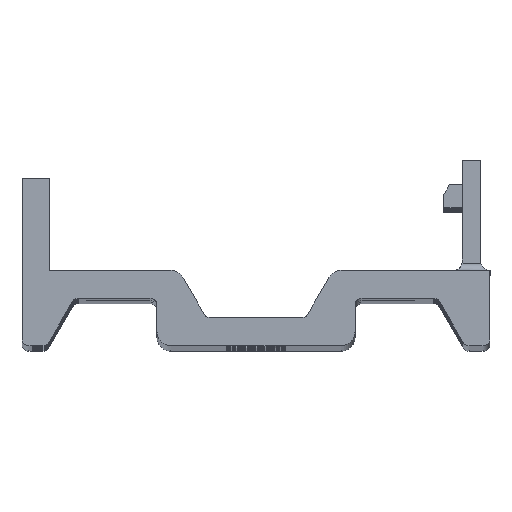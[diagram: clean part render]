
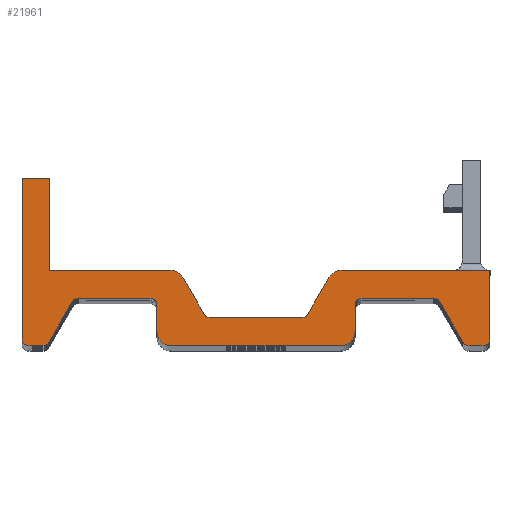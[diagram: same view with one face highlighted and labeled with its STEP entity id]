
A CAD part, top view. The second image highlights one B-rep face of the part: STEP entity #21961.
In plain terms, the highlighted planar face has unit normal (0, 0, 1).
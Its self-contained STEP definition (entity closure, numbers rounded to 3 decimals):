
#69=DIRECTION('',(0.,1.,0.));
#70=VECTOR('',#69,6.6);
#71=CARTESIAN_POINT('',(-14.775,5.4,84.));
#72=LINE('',#71,#70);
#529=DIRECTION('',(1.,0.,0.));
#530=VECTOR('',#529,2.);
#531=CARTESIAN_POINT('',(-16.775,12.,84.));
#532=LINE('',#531,#530);
#537=DIRECTION('',(0.,-1.,0.));
#538=VECTOR('',#537,11.5);
#539=CARTESIAN_POINT('',(-16.775,12.,84.));
#540=LINE('',#539,#538);
#801=CARTESIAN_POINT('',(-16.275,0.5,84.));
#802=DIRECTION('',(0.,0.,-1.));
#803=DIRECTION('',(0.,-1.,0.));
#804=AXIS2_PLACEMENT_3D('',#801,#802,#803);
#819=DIRECTION('',(1.,0.,0.));
#820=VECTOR('',#819,1.);
#821=CARTESIAN_POINT('',(-16.275,0.,84.));
#822=LINE('',#821,#820);
#1015=CARTESIAN_POINT('',(-15.275,0.5,84.));
#1016=DIRECTION('',(0.,0.,-1.));
#1017=DIRECTION('',(0.866,-0.5,0.));
#1018=AXIS2_PLACEMENT_3D('',#1015,#1016,#1017);
#1033=DIRECTION('',(0.5,0.866,0.));
#1034=VECTOR('',#1033,3.349);
#1035=CARTESIAN_POINT('',(-14.842,0.25,84.));
#1036=LINE('',#1035,#1034);
#1041=CARTESIAN_POINT('',(-12.735,2.9,84.));
#1042=DIRECTION('',(0.,0.,1.));
#1043=DIRECTION('',(0.,1.,0.));
#1044=AXIS2_PLACEMENT_3D('',#1041,#1042,#1043);
#1059=DIRECTION('',(1.,0.,0.));
#1060=VECTOR('',#1059,5.135);
#1061=CARTESIAN_POINT('',(-12.735,3.4,84.));
#1062=LINE('',#1061,#1060);
#1431=CARTESIAN_POINT('',(-7.6,2.9,84.));
#1432=DIRECTION('',(0.,0.,1.));
#1433=DIRECTION('',(1.,0.,0.));
#1434=AXIS2_PLACEMENT_3D('',#1431,#1432,#1433);
#1444=DIRECTION('',(0.,-1.,0.));
#1445=VECTOR('',#1444,1.9);
#1446=CARTESIAN_POINT('',(-7.1,2.9,84.));
#1447=LINE('',#1446,#1445);
#1464=CARTESIAN_POINT('',(-6.1,1.,84.));
#1465=DIRECTION('',(0.,0.,-1.));
#1466=DIRECTION('',(0.,-1.,0.));
#1467=AXIS2_PLACEMENT_3D('',#1464,#1465,#1466);
#1482=DIRECTION('',(1.,0.,0.));
#1483=VECTOR('',#1482,12.2);
#1484=CARTESIAN_POINT('',(-6.1,0.,84.));
#1485=LINE('',#1484,#1483);
#1710=CARTESIAN_POINT('',(6.1,1.,84.));
#1711=DIRECTION('',(0.,0.,-1.));
#1712=DIRECTION('',(1.,0.,0.));
#1713=AXIS2_PLACEMENT_3D('',#1710,#1711,#1712);
#1728=DIRECTION('',(0.,1.,0.));
#1729=VECTOR('',#1728,1.9);
#1730=CARTESIAN_POINT('',(7.1,1.,84.));
#1731=LINE('',#1730,#1729);
#1748=CARTESIAN_POINT('',(7.6,2.9,84.));
#1749=DIRECTION('',(0.,0.,1.));
#1750=DIRECTION('',(0.,1.,0.));
#1751=AXIS2_PLACEMENT_3D('',#1748,#1749,#1750);
#1761=DIRECTION('',(1.,0.,0.));
#1762=VECTOR('',#1761,5.135);
#1763=CARTESIAN_POINT('',(7.6,3.4,84.));
#1764=LINE('',#1763,#1762);
#2005=CARTESIAN_POINT('',(12.735,2.9,84.));
#2006=DIRECTION('',(0.,0.,-1.));
#2007=DIRECTION('',(0.,1.,0.));
#2008=AXIS2_PLACEMENT_3D('',#2005,#2006,#2007);
#2023=DIRECTION('',(0.5,-0.866,0.));
#2024=VECTOR('',#2023,3.349);
#2025=CARTESIAN_POINT('',(13.168,3.15,84.));
#2026=LINE('',#2025,#2024);
#2031=CARTESIAN_POINT('',(15.275,0.5,84.));
#2032=DIRECTION('',(0.,0.,-1.));
#2033=DIRECTION('',(0.,-1.,0.));
#2034=AXIS2_PLACEMENT_3D('',#2031,#2032,#2033);
#2109=DIRECTION('',(1.,0.,0.));
#2110=VECTOR('',#2109,1.);
#2111=CARTESIAN_POINT('',(15.275,0.,84.));
#2112=LINE('',#2111,#2110);
#2113=CARTESIAN_POINT('',(16.275,0.5,84.));
#2114=DIRECTION('',(0.,0.,-1.));
#2115=DIRECTION('',(1.,0.,0.));
#2116=AXIS2_PLACEMENT_3D('',#2113,#2114,#2115);
#2131=DIRECTION('',(0.,1.,0.));
#2132=VECTOR('',#2131,4.9);
#2133=CARTESIAN_POINT('',(16.775,0.5,84.));
#2134=LINE('',#2133,#2132);
#2135=DIRECTION('',(-1.,0.,0.));
#2136=VECTOR('',#2135,10.675);
#2137=CARTESIAN_POINT('',(16.775,5.4,84.));
#2138=LINE('',#2137,#2136);
#2463=CARTESIAN_POINT('',(6.1,4.4,84.));
#2464=DIRECTION('',(0.,0.,-1.));
#2465=DIRECTION('',(-0.866,0.5,0.));
#2466=AXIS2_PLACEMENT_3D('',#2463,#2464,#2465);
#2541=DIRECTION('',(-0.5,-0.866,0.));
#2542=VECTOR('',#2541,3.06);
#2543=CARTESIAN_POINT('',(5.234,4.9,84.));
#2544=LINE('',#2543,#2542);
#2549=CARTESIAN_POINT('',(3.271,2.5,84.));
#2550=DIRECTION('',(0.,0.,1.));
#2551=DIRECTION('',(0.,-1.,0.));
#2552=AXIS2_PLACEMENT_3D('',#2549,#2550,#2551);
#2567=DIRECTION('',(-1.,0.,0.));
#2568=VECTOR('',#2567,6.542);
#2569=CARTESIAN_POINT('',(3.271,2.,84.));
#2570=LINE('',#2569,#2568);
#2576=CARTESIAN_POINT('',(-3.271,2.5,84.));
#2577=DIRECTION('',(0.,0.,-1.));
#2578=DIRECTION('',(0.,-1.,0.));
#2579=AXIS2_PLACEMENT_3D('',#2576,#2577,#2578);
#2594=DIRECTION('',(-0.5,0.866,0.));
#2595=VECTOR('',#2594,3.06);
#2596=CARTESIAN_POINT('',(-3.704,2.25,84.));
#2597=LINE('',#2596,#2595);
#2602=CARTESIAN_POINT('',(-6.1,4.4,84.));
#2603=DIRECTION('',(0.,0.,-1.));
#2604=DIRECTION('',(0.,1.,0.));
#2605=AXIS2_PLACEMENT_3D('',#2602,#2603,#2604);
#2680=DIRECTION('',(-1.,0.,0.));
#2681=VECTOR('',#2680,8.675);
#2682=CARTESIAN_POINT('',(-6.1,5.4,84.));
#2683=LINE('',#2682,#2681);
#21484=CARTESIAN_POINT('',(-16.775,12.,84.));
#21485=CARTESIAN_POINT('',(-16.775,0.5,84.));
#21486=VERTEX_POINT('',#21484);
#21487=VERTEX_POINT('',#21485);
#21488=CARTESIAN_POINT('',(-16.275,0.,84.));
#21489=CARTESIAN_POINT('',(-15.275,0.,84.));
#21490=VERTEX_POINT('',#21488);
#21491=VERTEX_POINT('',#21489);
#21492=CARTESIAN_POINT('',(-12.735,3.4,84.));
#21493=CARTESIAN_POINT('',(-7.6,3.4,84.));
#21494=VERTEX_POINT('',#21492);
#21495=VERTEX_POINT('',#21493);
#21496=CARTESIAN_POINT('',(-7.1,2.9,84.));
#21497=CARTESIAN_POINT('',(-7.1,1.,84.));
#21498=VERTEX_POINT('',#21496);
#21499=VERTEX_POINT('',#21497);
#21500=CARTESIAN_POINT('',(-6.1,0.,84.));
#21501=CARTESIAN_POINT('',(6.1,0.,84.));
#21502=VERTEX_POINT('',#21500);
#21503=VERTEX_POINT('',#21501);
#21504=CARTESIAN_POINT('',(7.1,1.,84.));
#21505=CARTESIAN_POINT('',(7.1,2.9,84.));
#21506=VERTEX_POINT('',#21504);
#21507=VERTEX_POINT('',#21505);
#21508=CARTESIAN_POINT('',(7.6,3.4,84.));
#21509=CARTESIAN_POINT('',(12.735,3.4,84.));
#21510=VERTEX_POINT('',#21508);
#21511=VERTEX_POINT('',#21509);
#21512=CARTESIAN_POINT('',(15.275,0.,84.));
#21513=CARTESIAN_POINT('',(16.275,0.,84.));
#21514=VERTEX_POINT('',#21512);
#21515=VERTEX_POINT('',#21513);
#21516=CARTESIAN_POINT('',(16.775,0.5,84.));
#21517=CARTESIAN_POINT('',(16.775,5.4,84.));
#21518=VERTEX_POINT('',#21516);
#21519=VERTEX_POINT('',#21517);
#21520=CARTESIAN_POINT('',(6.1,5.4,84.));
#21521=VERTEX_POINT('',#21520);
#21522=CARTESIAN_POINT('',(3.271,2.,84.));
#21523=CARTESIAN_POINT('',(-3.271,2.,84.));
#21524=VERTEX_POINT('',#21522);
#21525=VERTEX_POINT('',#21523);
#21526=CARTESIAN_POINT('',(-6.1,5.4,84.));
#21527=CARTESIAN_POINT('',(-14.775,5.4,84.));
#21528=VERTEX_POINT('',#21526);
#21529=VERTEX_POINT('',#21527);
#21530=CARTESIAN_POINT('',(-14.775,12.,84.));
#21531=VERTEX_POINT('',#21530);
#21532=CARTESIAN_POINT('',(-5.234,4.9,84.));
#21533=VERTEX_POINT('',#21532);
#21534=CARTESIAN_POINT('',(5.234,4.9,84.));
#21535=VERTEX_POINT('',#21534);
#21536=CARTESIAN_POINT('',(14.842,0.25,84.));
#21537=VERTEX_POINT('',#21536);
#21538=CARTESIAN_POINT('',(-14.842,0.25,84.));
#21539=VERTEX_POINT('',#21538);
#21540=CARTESIAN_POINT('',(13.168,3.15,84.));
#21541=VERTEX_POINT('',#21540);
#21542=CARTESIAN_POINT('',(3.704,2.25,84.));
#21543=VERTEX_POINT('',#21542);
#21544=CARTESIAN_POINT('',(-3.704,2.25,84.));
#21545=VERTEX_POINT('',#21544);
#21546=CARTESIAN_POINT('',(-13.168,3.15,84.));
#21547=VERTEX_POINT('',#21546);
#21891=CARTESIAN_POINT('',(16.775,13.25,84.));
#21892=DIRECTION('',(0.,0.,-1.));
#21893=DIRECTION('',(-1.,0.,0.));
#21894=AXIS2_PLACEMENT_3D('',#21891,#21892,#21893);
#21895=PLANE('',#21894);
#21897=ORIENTED_EDGE('',*,*,#21896,.T.);
#21898=ORIENTED_EDGE('',*,*,#21625,.F.);
#21900=ORIENTED_EDGE('',*,*,#21899,.F.);
#21902=ORIENTED_EDGE('',*,*,#21901,.T.);
#21904=ORIENTED_EDGE('',*,*,#21903,.F.);
#21906=ORIENTED_EDGE('',*,*,#21905,.F.);
#21908=ORIENTED_EDGE('',*,*,#21907,.F.);
#21910=ORIENTED_EDGE('',*,*,#21909,.T.);
#21912=ORIENTED_EDGE('',*,*,#21911,.F.);
#21914=ORIENTED_EDGE('',*,*,#21913,.T.);
#21916=ORIENTED_EDGE('',*,*,#21915,.F.);
#21918=ORIENTED_EDGE('',*,*,#21917,.F.);
#21920=ORIENTED_EDGE('',*,*,#21919,.T.);
#21922=ORIENTED_EDGE('',*,*,#21921,.F.);
#21924=ORIENTED_EDGE('',*,*,#21923,.T.);
#21926=ORIENTED_EDGE('',*,*,#21925,.F.);
#21928=ORIENTED_EDGE('',*,*,#21927,.F.);
#21930=ORIENTED_EDGE('',*,*,#21929,.F.);
#21932=ORIENTED_EDGE('',*,*,#21931,.T.);
#21934=ORIENTED_EDGE('',*,*,#21933,.F.);
#21936=ORIENTED_EDGE('',*,*,#21935,.T.);
#21938=ORIENTED_EDGE('',*,*,#21937,.F.);
#21940=ORIENTED_EDGE('',*,*,#21939,.T.);
#21942=ORIENTED_EDGE('',*,*,#21941,.F.);
#21944=ORIENTED_EDGE('',*,*,#21943,.T.);
#21946=ORIENTED_EDGE('',*,*,#21945,.F.);
#21948=ORIENTED_EDGE('',*,*,#21947,.T.);
#21950=ORIENTED_EDGE('',*,*,#21949,.F.);
#21952=ORIENTED_EDGE('',*,*,#21951,.T.);
#21954=ORIENTED_EDGE('',*,*,#21953,.F.);
#21956=ORIENTED_EDGE('',*,*,#21955,.T.);
#21958=ORIENTED_EDGE('',*,*,#21957,.F.);
#21959=EDGE_LOOP('',(#21897,#21898,#21900,#21902,#21904,#21906,#21908,#21910,
#21912,#21914,#21916,#21918,#21920,#21922,#21924,#21926,#21928,#21930,#21932,
#21934,#21936,#21938,#21940,#21942,#21944,#21946,#21948,#21950,#21952,#21954,
#21956,#21958));
#21960=FACE_OUTER_BOUND('',#21959,.F.);
#21961=ADVANCED_FACE('',(#21960),#21895,.F.);
#805=CIRCLE('',#804,0.5);
#1019=CIRCLE('',#1018,0.5);
#1045=CIRCLE('',#1044,0.5);
#1435=CIRCLE('',#1434,0.5);
#1468=CIRCLE('',#1467,1.);
#1714=CIRCLE('',#1713,1.);
#1752=CIRCLE('',#1751,0.5);
#2009=CIRCLE('',#2008,0.5);
#2035=CIRCLE('',#2034,0.5);
#2117=CIRCLE('',#2116,0.5);
#2467=CIRCLE('',#2466,1.);
#2553=CIRCLE('',#2552,0.5);
#2580=CIRCLE('',#2579,0.5);
#2606=CIRCLE('',#2605,1.);
#21625=EDGE_CURVE('',#21529,#21531,#72,.T.);
#21896=EDGE_CURVE('',#21486,#21531,#532,.T.);
#21899=EDGE_CURVE('',#21528,#21529,#2683,.T.);
#21901=EDGE_CURVE('',#21528,#21533,#2606,.T.);
#21903=EDGE_CURVE('',#21545,#21533,#2597,.T.);
#21905=EDGE_CURVE('',#21525,#21545,#2580,.T.);
#21907=EDGE_CURVE('',#21524,#21525,#2570,.T.);
#21909=EDGE_CURVE('',#21524,#21543,#2553,.T.);
#21911=EDGE_CURVE('',#21535,#21543,#2544,.T.);
#21913=EDGE_CURVE('',#21535,#21521,#2467,.T.);
#21915=EDGE_CURVE('',#21519,#21521,#2138,.T.);
#21917=EDGE_CURVE('',#21518,#21519,#2134,.T.);
#21919=EDGE_CURVE('',#21518,#21515,#2117,.T.);
#21921=EDGE_CURVE('',#21514,#21515,#2112,.T.);
#21923=EDGE_CURVE('',#21514,#21537,#2035,.T.);
#21925=EDGE_CURVE('',#21541,#21537,#2026,.T.);
#21927=EDGE_CURVE('',#21511,#21541,#2009,.T.);
#21929=EDGE_CURVE('',#21510,#21511,#1764,.T.);
#21931=EDGE_CURVE('',#21510,#21507,#1752,.T.);
#21933=EDGE_CURVE('',#21506,#21507,#1731,.T.);
#21935=EDGE_CURVE('',#21506,#21503,#1714,.T.);
#21937=EDGE_CURVE('',#21502,#21503,#1485,.T.);
#21939=EDGE_CURVE('',#21502,#21499,#1468,.T.);
#21941=EDGE_CURVE('',#21498,#21499,#1447,.T.);
#21943=EDGE_CURVE('',#21498,#21495,#1435,.T.);
#21945=EDGE_CURVE('',#21494,#21495,#1062,.T.);
#21947=EDGE_CURVE('',#21494,#21547,#1045,.T.);
#21949=EDGE_CURVE('',#21539,#21547,#1036,.T.);
#21951=EDGE_CURVE('',#21539,#21491,#1019,.T.);
#21953=EDGE_CURVE('',#21490,#21491,#822,.T.);
#21955=EDGE_CURVE('',#21490,#21487,#805,.T.);
#21957=EDGE_CURVE('',#21486,#21487,#540,.T.);
